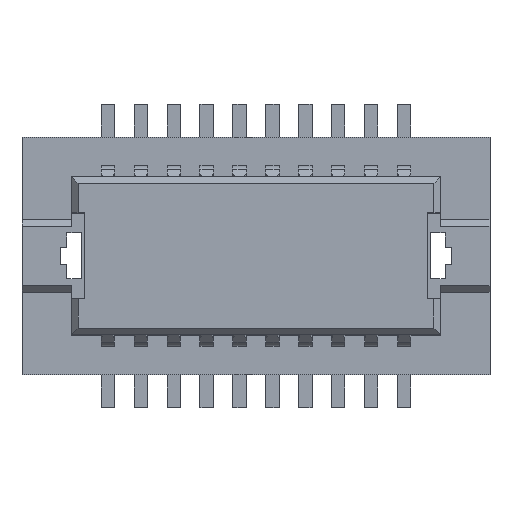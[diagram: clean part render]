
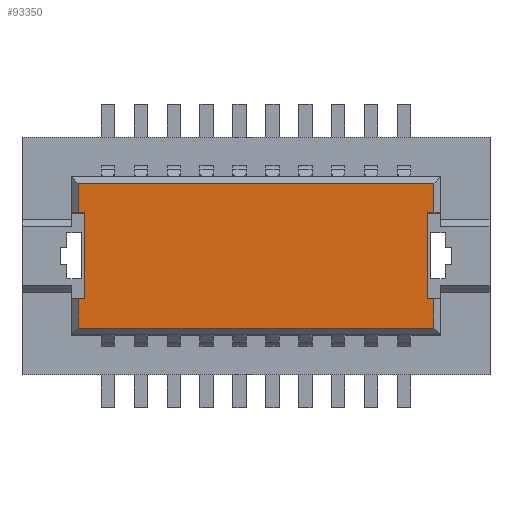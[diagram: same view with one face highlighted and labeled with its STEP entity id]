
A CAD part, top view. The second image highlights one B-rep face of the part: STEP entity #93350.
In plain terms, the highlighted planar face has unit normal (0, 0, 1).
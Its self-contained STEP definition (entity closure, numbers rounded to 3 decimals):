
#75840=CARTESIAN_POINT('',(-5.25,0.85,2.2));
#75850=DIRECTION('',(-1.,0.,0.));
#75860=VECTOR('',#75850,1.);
#75870=LINE('',#75840,#75860);
#75880=CARTESIAN_POINT('',(-5.25,0.85,2.2));
#75890=VERTEX_POINT('',#75880);
#75900=CARTESIAN_POINT('',(-5.35,0.85,2.2));
#75910=VERTEX_POINT('',#75900);
#75920=EDGE_CURVE('',#75890,#75910,#75870,.T.);
#76160=CARTESIAN_POINT('',(-5.25,2.15,2.2));
#76170=DIRECTION('',(0.,-1.,0.));
#76180=VECTOR('',#76170,1.);
#76190=LINE('',#76160,#76180);
#76200=CARTESIAN_POINT('',(-5.25,2.15,2.2));
#76210=VERTEX_POINT('',#76200);
#76220=EDGE_CURVE('',#76210,#75890,#76190,.T.);
#76440=CARTESIAN_POINT('',(-5.35,2.15,2.2));
#76450=VERTEX_POINT('',#76440);
#76500=CARTESIAN_POINT('',(-5.35,2.15,2.2));
#76510=DIRECTION('',(1.,0.,0.));
#76520=VECTOR('',#76510,1.);
#76530=LINE('',#76500,#76520);
#76540=EDGE_CURVE('',#76450,#76210,#76530,.T.);
#85480=CARTESIAN_POINT('',(-0.05,2.15,2.2));
#85490=DIRECTION('',(1.,0.,0.));
#85500=VECTOR('',#85490,1.);
#85510=LINE('',#85480,#85500);
#85520=CARTESIAN_POINT('',(-0.05,2.15,2.2));
#85530=VERTEX_POINT('',#85520);
#85540=CARTESIAN_POINT('',(0.05,2.15,2.2));
#85550=VERTEX_POINT('',#85540);
#85560=EDGE_CURVE('',#85530,#85550,#85510,.T.);
#85800=CARTESIAN_POINT('',(-0.05,0.85,2.2));
#85810=DIRECTION('',(0.,1.,0.));
#85820=VECTOR('',#85810,1.);
#85830=LINE('',#85800,#85820);
#85840=CARTESIAN_POINT('',(-0.05,0.85,2.2));
#85850=VERTEX_POINT('',#85840);
#85860=EDGE_CURVE('',#85850,#85530,#85830,.T.);
#86080=CARTESIAN_POINT('',(0.05,0.85,2.2));
#86090=VERTEX_POINT('',#86080);
#86140=CARTESIAN_POINT('',(0.05,0.85,2.2));
#86150=DIRECTION('',(-1.,0.,0.));
#86160=VECTOR('',#86150,1.);
#86170=LINE('',#86140,#86160);
#86180=EDGE_CURVE('',#86090,#85850,#86170,.T.);
#92650=CARTESIAN_POINT('',(0.05,0.4,2.2));
#92660=VERTEX_POINT('',#92650);
#92740=CARTESIAN_POINT('',(-5.35,0.4,2.2));
#92750=VERTEX_POINT('',#92740);
#92780=CARTESIAN_POINT('',(-5.35,0.4,2.2));
#92790=DIRECTION('',(1.,0.,0.));
#92800=VECTOR('',#92790,1.);
#92810=LINE('',#92780,#92800);
#92820=EDGE_CURVE('',#92750,#92660,#92810,.T.);
#92870=CARTESIAN_POINT('',(-2.5,0.,2.2));
#92880=DIRECTION('',(0.,0.,1.));
#92890=DIRECTION('',(1.,0.,0.));
#92900=AXIS2_PLACEMENT_3D('',#92870,#92880,#92890);
#92910=PLANE('',#92900);
#92920=CARTESIAN_POINT('',(-5.35,0.85,2.2));
#92930=DIRECTION('',(0.,-1.,0.));
#92940=VECTOR('',#92930,1.);
#92950=LINE('',#92920,#92940);
#92960=EDGE_CURVE('',#75910,#92750,#92950,.T.);
#92970=ORIENTED_EDGE('',*,*,#92960,.T.);
#92980=ORIENTED_EDGE('',*,*,#75920,.T.);
#92990=ORIENTED_EDGE('',*,*,#76220,.T.);
#93000=ORIENTED_EDGE('',*,*,#76540,.T.);
#93010=CARTESIAN_POINT('',(-5.35,2.6,2.2));
#93020=DIRECTION('',(0.,-1.,0.));
#93030=VECTOR('',#93020,1.);
#93040=LINE('',#93010,#93030);
#93050=CARTESIAN_POINT('',(-5.35,2.6,2.2));
#93060=VERTEX_POINT('',#93050);
#93070=EDGE_CURVE('',#93060,#76450,#93040,.T.);
#93080=ORIENTED_EDGE('',*,*,#93070,.T.);
#93090=CARTESIAN_POINT('',(0.05,2.6,2.2));
#93100=DIRECTION('',(-1.,0.,0.));
#93110=VECTOR('',#93100,1.);
#93120=LINE('',#93090,#93110);
#93130=CARTESIAN_POINT('',(0.05,2.6,2.2));
#93140=VERTEX_POINT('',#93130);
#93150=EDGE_CURVE('',#93140,#93060,#93120,.T.);
#93160=ORIENTED_EDGE('',*,*,#93150,.T.);
#93170=CARTESIAN_POINT('',(0.05,2.15,2.2));
#93180=DIRECTION('',(0.,1.,0.));
#93190=VECTOR('',#93180,1.);
#93200=LINE('',#93170,#93190);
#93210=EDGE_CURVE('',#85550,#93140,#93200,.T.);
#93220=ORIENTED_EDGE('',*,*,#93210,.T.);
#93230=ORIENTED_EDGE('',*,*,#85560,.T.);
#93240=ORIENTED_EDGE('',*,*,#85860,.T.);
#93250=ORIENTED_EDGE('',*,*,#86180,.T.);
#93260=CARTESIAN_POINT('',(0.05,0.4,2.2));
#93270=DIRECTION('',(0.,1.,0.));
#93280=VECTOR('',#93270,1.);
#93290=LINE('',#93260,#93280);
#93300=EDGE_CURVE('',#92660,#86090,#93290,.T.);
#93310=ORIENTED_EDGE('',*,*,#93300,.T.);
#93320=ORIENTED_EDGE('',*,*,#92820,.T.);
#93330=EDGE_LOOP('',(#93320,#93310,#93250,#93240,#93230,#93220,#93160,
#93080,#93000,#92990,#92980,#92970));
#93340=FACE_OUTER_BOUND('',#93330,.T.);
#93350=ADVANCED_FACE('',(#93340),#92910,.T.);
